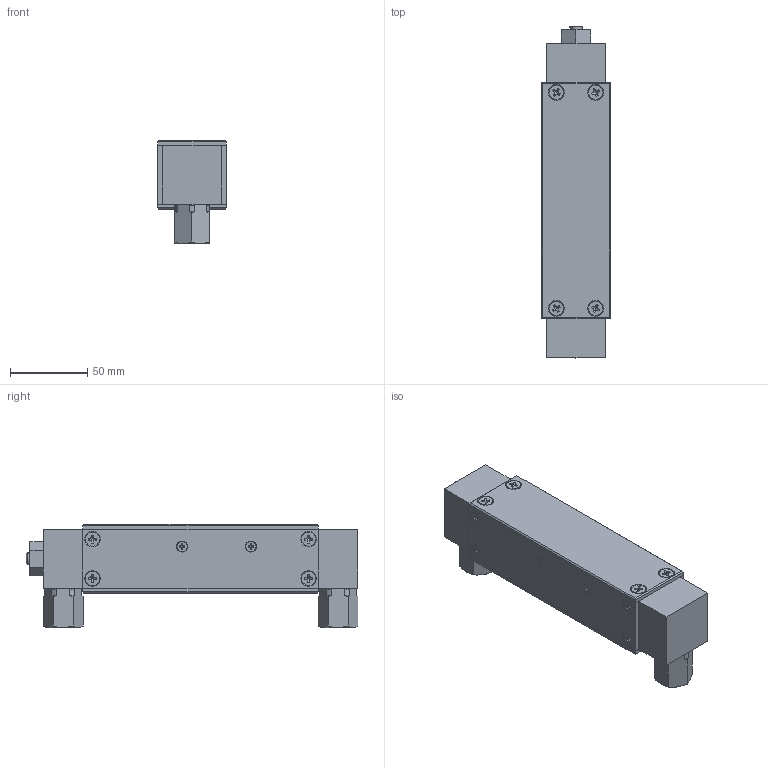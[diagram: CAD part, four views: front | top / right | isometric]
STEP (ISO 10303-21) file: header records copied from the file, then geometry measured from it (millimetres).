
FILE_DESCRIPTION (( 'STEP AP203' ), '1' );
FILE_NAME ('1358F-4-A-1.STEP', '2022-02-11T18:03:05', ( '' ), ( '' ), 'SwSTEP 2.0', 'SolidWorks 2020', '' );
FILE_SCHEMA (( 'CONFIG_CONTROL_DESIGN' ));
Length unit declared in the file: inch
Products named in the file (1): 1358F-4-A-1
Bounding box: 44.45 x 214.51 x 66.67 mm (x, y, z)
Volume: 181723.6 mm3; surface area: 95143 mm2
Topology: 30 solids, 30 shells, 967 faces, 2446 edges, 1534 vertices
Faces by surface type: plane 490, cone 268, cylinder 201, torus 4, bspline 4
Entity records: 30269 total; most frequent: CARTESIAN_POINT 7410, ORIENTED_EDGE 4772, DIRECTION 4653, EDGE_CURVE 2386, AXIS2_PLACEMENT_3D 1734, VERTEX_POINT 1534, LINE 1185, VECTOR 1185
